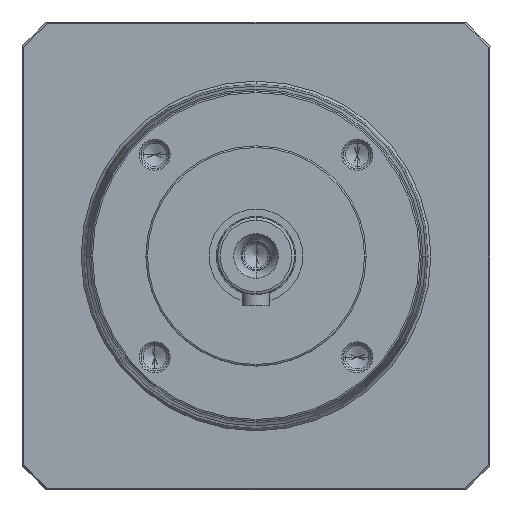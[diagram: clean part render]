
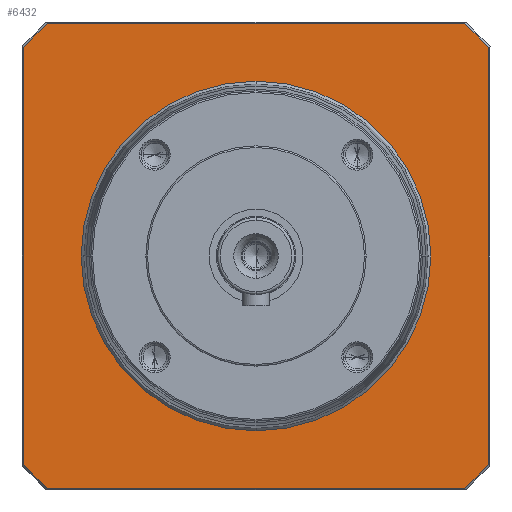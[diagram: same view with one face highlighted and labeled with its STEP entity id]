
A CAD part, left-side view. The second image highlights one B-rep face of the part: STEP entity #6432.
In plain terms, the highlighted face is planar.
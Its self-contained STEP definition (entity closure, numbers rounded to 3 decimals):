
#5303=CARTESIAN_POINT('',(0.,0.,2.));
#5304=DIRECTION('',(0.,0.,-1.));
#5305=DIRECTION('',(0.,-1.,0.));
#5306=AXIS2_PLACEMENT_3D('',#5303,#5304,#5305);
#5308=CARTESIAN_POINT('',(0.,0.,
2.));
#5309=DIRECTION('',(0.,0.,-1.));
#5310=DIRECTION('',(0.,1.,0.));
#5311=AXIS2_PLACEMENT_3D('',#5308,#5309,#5310);
#5313=CARTESIAN_POINT('',(0.,0.,2.));
#5314=DIRECTION('',(0.,0.,1.));
#5315=DIRECTION('',(-0.744,-0.668,0.));
#5316=AXIS2_PLACEMENT_3D('',#5313,#5314,#5315);
#5318=DIRECTION('',(1.,0.,0.));
#5319=VECTOR('',#5318,75.738);
#5320=CARTESIAN_POINT('',(-37.869,-42.2,
2.));
#5321=LINE('',#5320,#5319);
#5322=CARTESIAN_POINT('',(0.,0.,2.));
#5323=DIRECTION('',(0.,0.,1.));
#5324=DIRECTION('',(0.668,-0.744,0.));
#5325=AXIS2_PLACEMENT_3D('',#5322,#5323,#5324);
#5327=DIRECTION('',(0.,1.,0.));
#5328=VECTOR('',#5327,75.738);
#5329=CARTESIAN_POINT('',(42.2,-37.869,2.));
#5330=LINE('',#5329,#5328);
#5331=CARTESIAN_POINT('',(0.,0.,2.));
#5332=DIRECTION('',(0.,0.,1.));
#5333=DIRECTION('',(0.744,0.668,0.));
#5334=AXIS2_PLACEMENT_3D('',#5331,#5332,#5333);
#5336=DIRECTION('',(-1.,0.,0.));
#5337=VECTOR('',#5336,75.738);
#5338=CARTESIAN_POINT('',(37.869,42.2,2.));
#5339=LINE('',#5338,#5337);
#5340=CARTESIAN_POINT('',(0.,0.,2.));
#5341=DIRECTION('',(0.,0.,1.));
#5342=DIRECTION('',(-0.668,0.744,0.));
#5343=AXIS2_PLACEMENT_3D('',#5340,#5341,#5342);
#5345=DIRECTION('',(0.,-1.,0.));
#5346=VECTOR('',#5345,75.738);
#5347=CARTESIAN_POINT('',(-42.2,37.869,2.));
#5348=LINE('',#5347,#5346);
#6079=CARTESIAN_POINT('',(0.,-31.75,2.));
#6080=CARTESIAN_POINT('',(0.,31.75,
2.));
#6081=VERTEX_POINT('',#6079);
#6082=VERTEX_POINT('',#6080);
#6183=CARTESIAN_POINT('',(-42.2,-37.869,2.));
#6184=CARTESIAN_POINT('',(-37.869,-42.2,2.));
#6185=VERTEX_POINT('',#6183);
#6186=VERTEX_POINT('',#6184);
#6191=CARTESIAN_POINT('',(37.869,-42.2,2.));
#6192=VERTEX_POINT('',#6191);
#6195=CARTESIAN_POINT('',(42.2,-37.869,2.));
#6196=VERTEX_POINT('',#6195);
#6199=CARTESIAN_POINT('',(42.2,37.869,2.));
#6200=VERTEX_POINT('',#6199);
#6203=CARTESIAN_POINT('',(37.869,42.2,2.));
#6204=VERTEX_POINT('',#6203);
#6207=CARTESIAN_POINT('',(-37.869,42.2,2.));
#6208=VERTEX_POINT('',#6207);
#6213=CARTESIAN_POINT('',(-42.2,37.869,2.));
#6214=VERTEX_POINT('',#6213);
#6404=CARTESIAN_POINT('',(0.,0.,2.));
#6405=DIRECTION('',(0.,0.,1.));
#6406=DIRECTION('',(0.,1.,0.));
#6407=AXIS2_PLACEMENT_3D('',#6404,#6405,#6406);
#6408=PLANE('',#6407);
#6410=ORIENTED_EDGE('',*,*,#6409,.T.);
#6412=ORIENTED_EDGE('',*,*,#6411,.T.);
#6414=ORIENTED_EDGE('',*,*,#6413,.T.);
#6416=ORIENTED_EDGE('',*,*,#6415,.T.);
#6418=ORIENTED_EDGE('',*,*,#6417,.T.);
#6420=ORIENTED_EDGE('',*,*,#6419,.T.);
#6422=ORIENTED_EDGE('',*,*,#6421,.T.);
#6424=ORIENTED_EDGE('',*,*,#6423,.T.);
#6425=EDGE_LOOP('',(#6410,#6412,#6414,#6416,#6418,#6420,#6422,#6424));
#6426=FACE_OUTER_BOUND('',#6425,.F.);
#6428=ORIENTED_EDGE('',*,*,#6427,.T.);
#6429=ORIENTED_EDGE('',*,*,#6394,.T.);
#6430=EDGE_LOOP('',(#6428,#6429));
#6431=FACE_BOUND('',#6430,.F.);
#6432=ADVANCED_FACE('',(#6426,#6431),#6408,.F.);
#5307=CIRCLE('',#5306,31.75);
#5312=CIRCLE('',#5311,31.75);
#5317=CIRCLE('',#5316,56.7);
#5326=CIRCLE('',#5325,56.7);
#5335=CIRCLE('',#5334,56.7);
#5344=CIRCLE('',#5343,56.7);
#6394=EDGE_CURVE('',#6082,#6081,#5312,.T.);
#6409=EDGE_CURVE('',#6185,#6186,#5317,.T.);
#6411=EDGE_CURVE('',#6186,#6192,#5321,.T.);
#6413=EDGE_CURVE('',#6192,#6196,#5326,.T.);
#6415=EDGE_CURVE('',#6196,#6200,#5330,.T.);
#6417=EDGE_CURVE('',#6200,#6204,#5335,.T.);
#6419=EDGE_CURVE('',#6204,#6208,#5339,.T.);
#6421=EDGE_CURVE('',#6208,#6214,#5344,.T.);
#6423=EDGE_CURVE('',#6214,#6185,#5348,.T.);
#6427=EDGE_CURVE('',#6081,#6082,#5307,.T.);
